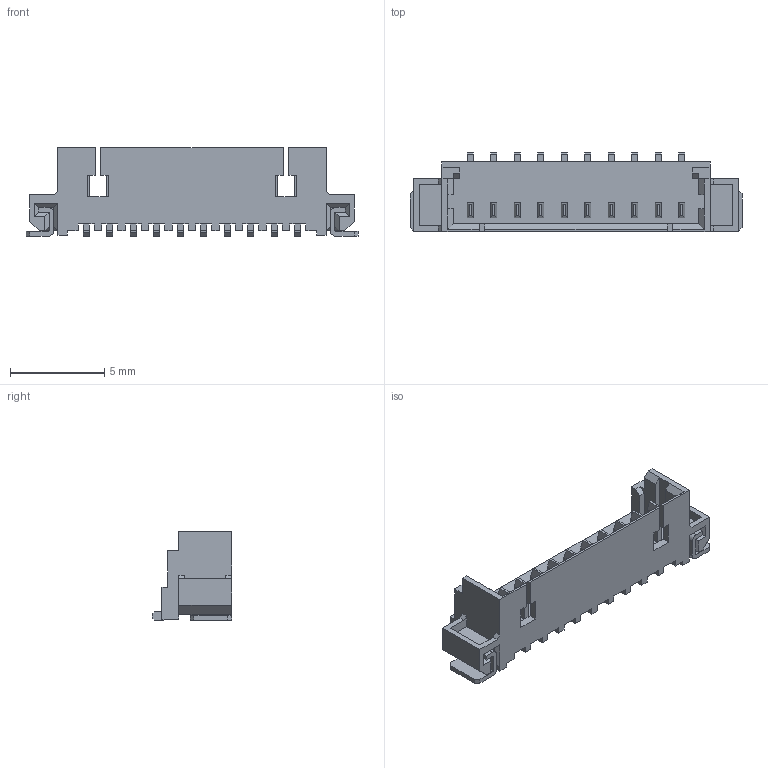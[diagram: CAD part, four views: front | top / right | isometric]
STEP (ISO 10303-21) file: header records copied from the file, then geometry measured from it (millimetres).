
FILE_DESCRIPTION (( 'STEP AP214' ), '1' );
FILE_NAME ('533981071.STEP', '2021-11-27T22:07:25', ( 'AVRASM1234' ), ( '' ), 'SwSTEP 2.0', 'SolidWorks 2017', '' );
FILE_SCHEMA (( 'AUTOMOTIVE_DESIGN' ));
Length unit declared in the file: millimetre
Products named in the file (1): 533981071
Bounding box: 17.65 x 4.2 x 4.7 mm (x, y, z)
Volume: 113.4 mm3; surface area: 528.2 mm2
Topology: 13 solids, 13 shells, 467 faces, 1257 edges, 816 vertices
Faces by surface type: plane 459, cylinder 8
Entity records: 17193 total; most frequent: CARTESIAN_POINT 2541, ORIENTED_EDGE 2514, DIRECTION 2209, EDGE_CURVE 1257, VECTOR 1241, LINE 1241, VERTEX_POINT 816, EDGE_LOOP 487
